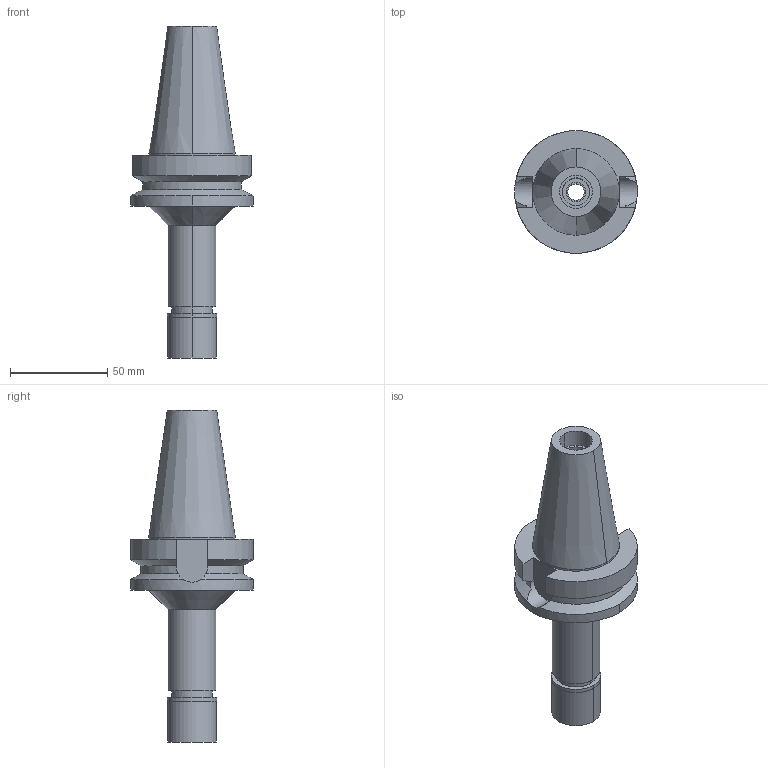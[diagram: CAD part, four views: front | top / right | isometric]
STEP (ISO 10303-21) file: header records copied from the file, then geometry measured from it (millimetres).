
FILE_DESCRIPTION (( 'STEP AP203' ), '1' );
FILE_NAME ('BBT40-MEGA8N-105.stp', '2019-06-26T16:10:43', ( '' ), ( '' ), 'SwSTEP 2.0', 'SolidWorks 2019', '' );
FILE_SCHEMA (( 'CONFIG_CONTROL_DESIGN' ));
Length unit declared in the file: millimetre
Products named in the file (7): DXF_TEMP_ASSY_ASM_4_ASM.stp; BBT40-MEGA8N-105-080-FreeParts; BBT40MN08105-080_ASM.stp; BBT40-MEGA8N-105_1.stp; BBT40-MEGA8N-105; BBT40-MEGA8N-105-080.stp; MGN8_1.stp
Assembly tree (5 placements, depth 5):
  BBT40-MEGA8N-105-080-FreeParts
  BBT40-MEGA8N-105
    BBT40-MEGA8N-105-080.stp
      BBT40MN08105-080_ASM.stp
        DXF_TEMP_ASSY_ASM_4_ASM.stp
          BBT40-MEGA8N-105_1.stp
          MGN8_1.stp
Bounding box: 63 x 63 x 170.4 mm (x, y, z)
Volume: 156642.7 mm3; surface area: 33348.2 mm2
Topology: 2 solids, 2 shells, 80 faces, 177 edges, 115 vertices
Faces by surface type: cylinder 42, plane 24, cone 14
Entity records: 3094 total; most frequent: CARTESIAN_POINT 538, DIRECTION 438, ORIENTED_EDGE 354, AXIS2_PLACEMENT_3D 185, EDGE_CURVE 177, VERTEX_POINT 115, EDGE_LOOP 98, CIRCLE 94
